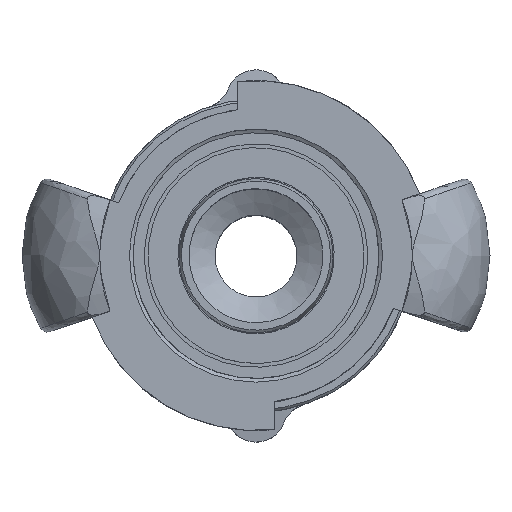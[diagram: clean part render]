
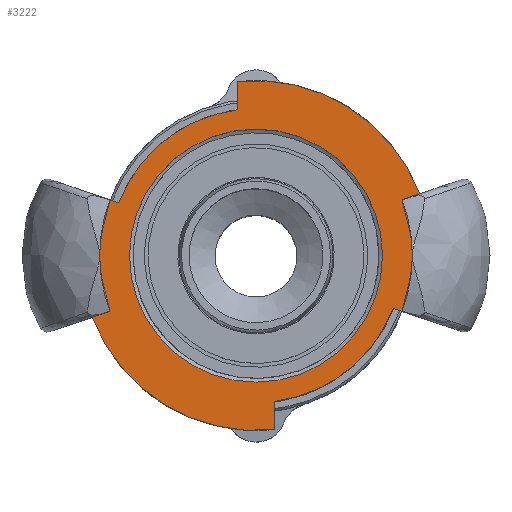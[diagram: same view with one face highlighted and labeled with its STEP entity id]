
A CAD part, top view. The second image highlights one B-rep face of the part: STEP entity #3222.
In plain terms, the highlighted planar face has unit normal (0, 0, 1).
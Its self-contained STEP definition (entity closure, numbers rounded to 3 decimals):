
#234=LINE('',#6004,#377);
#235=LINE('',#6008,#378);
#236=LINE('',#6011,#379);
#237=LINE('',#6013,#380);
#238=LINE('',#6017,#381);
#239=LINE('',#6020,#382);
#377=VECTOR('',#4382,10.);
#378=VECTOR('',#4385,10.);
#379=VECTOR('',#4388,10.);
#380=VECTOR('',#4389,10.);
#381=VECTOR('',#4392,10.);
#382=VECTOR('',#4395,10.);
#533=FACE_BOUND('',#844,.T.);
#649=FACE_OUTER_BOUND('',#843,.T.);
#843=EDGE_LOOP('',(#2601,#2602,#2603,#2604,#2605,#2606,#2607,#2608,#2609,
#2610,#2611,#2612));
#844=EDGE_LOOP('',(#2613,#2614));
#1074=CIRCLE('',#3572,17.);
#1075=CIRCLE('',#3573,17.);
#1086=CIRCLE('',#3588,19.75);
#1089=CIRCLE('',#3592,19.75);
#1092=CIRCLE('',#3597,25.5);
#1093=CIRCLE('',#3598,23.497);
#1094=CIRCLE('',#3599,25.5);
#1095=CIRCLE('',#3600,23.5);
#1356=VERTEX_POINT('',#5545);
#1357=VERTEX_POINT('',#5546);
#1382=VERTEX_POINT('',#5888);
#1383=VERTEX_POINT('',#5890);
#1389=VERTEX_POINT('',#5938);
#1390=VERTEX_POINT('',#5940);
#1397=VERTEX_POINT('',#6003);
#1398=VERTEX_POINT('',#6005);
#1399=VERTEX_POINT('',#6007);
#1400=VERTEX_POINT('',#6009);
#1401=VERTEX_POINT('',#6012);
#1402=VERTEX_POINT('',#6014);
#1403=VERTEX_POINT('',#6016);
#1404=VERTEX_POINT('',#6018);
#1769=EDGE_CURVE('',#1356,#1357,#1074,.T.);
#1770=EDGE_CURVE('',#1357,#1356,#1075,.T.);
#1802=EDGE_CURVE('',#1382,#1383,#1086,.T.);
#1810=EDGE_CURVE('',#1389,#1390,#1089,.T.);
#1818=EDGE_CURVE('',#1397,#1389,#234,.T.);
#1819=EDGE_CURVE('',#1398,#1397,#1092,.T.);
#1820=EDGE_CURVE('',#1399,#1398,#235,.T.);
#1821=EDGE_CURVE('',#1399,#1400,#1093,.T.);
#1822=EDGE_CURVE('',#1400,#1383,#236,.T.);
#1823=EDGE_CURVE('',#1401,#1382,#237,.T.);
#1824=EDGE_CURVE('',#1402,#1401,#1094,.T.);
#1825=EDGE_CURVE('',#1403,#1402,#238,.T.);
#1826=EDGE_CURVE('',#1403,#1404,#1095,.T.);
#1827=EDGE_CURVE('',#1404,#1390,#239,.T.);
#2601=ORIENTED_EDGE('',*,*,#1818,.F.);
#2602=ORIENTED_EDGE('',*,*,#1819,.F.);
#2603=ORIENTED_EDGE('',*,*,#1820,.F.);
#2604=ORIENTED_EDGE('',*,*,#1821,.T.);
#2605=ORIENTED_EDGE('',*,*,#1822,.T.);
#2606=ORIENTED_EDGE('',*,*,#1802,.F.);
#2607=ORIENTED_EDGE('',*,*,#1823,.F.);
#2608=ORIENTED_EDGE('',*,*,#1824,.F.);
#2609=ORIENTED_EDGE('',*,*,#1825,.F.);
#2610=ORIENTED_EDGE('',*,*,#1826,.T.);
#2611=ORIENTED_EDGE('',*,*,#1827,.T.);
#2612=ORIENTED_EDGE('',*,*,#1810,.F.);
#2613=ORIENTED_EDGE('',*,*,#1769,.T.);
#2614=ORIENTED_EDGE('',*,*,#1770,.T.);
#2919=PLANE('',#3596);
#3222=ADVANCED_FACE('',(#649,#533),#2919,.F.);
#3572=AXIS2_PLACEMENT_3D('',#5547,#4323,#4324);
#3573=AXIS2_PLACEMENT_3D('',#5548,#4325,#4326);
#3588=AXIS2_PLACEMENT_3D('',#5891,#4359,#4360);
#3592=AXIS2_PLACEMENT_3D('',#5941,#4370,#4371);
#3596=AXIS2_PLACEMENT_3D('',#6002,#4380,#4381);
#3597=AXIS2_PLACEMENT_3D('',#6006,#4383,#4384);
#3598=AXIS2_PLACEMENT_3D('',#6010,#4386,#4387);
#3599=AXIS2_PLACEMENT_3D('',#6015,#4390,#4391);
#3600=AXIS2_PLACEMENT_3D('',#6019,#4393,#4394);
#4323=DIRECTION('center_axis',(0.,0.,
-1.));
#4324=DIRECTION('ref_axis',(-1.,0.,0.));
#4325=DIRECTION('center_axis',(0.,0.,
-1.));
#4326=DIRECTION('ref_axis',(-1.,0.,0.));
#4359=DIRECTION('center_axis',(0.,0.,
-1.));
#4360=DIRECTION('ref_axis',(1.,0.,0.));
#4370=DIRECTION('center_axis',(0.,0.,
-1.));
#4371=DIRECTION('ref_axis',(1.,0.,0.));
#4380=DIRECTION('center_axis',(0.,0.,
-1.));
#4381=DIRECTION('ref_axis',(1.,0.,0.));
#4382=DIRECTION('',(0.948,-0.319,0.));
#4383=DIRECTION('center_axis',(0.,0.,
-1.));
#4384=DIRECTION('ref_axis',(0.,1.,0.));
#4385=DIRECTION('',(-0.948,-0.319,0.));
#4386=DIRECTION('center_axis',(0.,0.,
1.));
#4387=DIRECTION('ref_axis',(-0.936,-0.353,0.));
#4388=DIRECTION('',(0.,1.,0.));
#4389=DIRECTION('',(-0.948,0.319,0.));
#4390=DIRECTION('center_axis',(0.,0.,
-1.));
#4391=DIRECTION('ref_axis',(0.,1.,0.));
#4392=DIRECTION('',(0.948,0.319,0.));
#4393=DIRECTION('center_axis',(0.,0.,
1.));
#4394=DIRECTION('ref_axis',(0.936,0.353,0.));
#4395=DIRECTION('',(0.,-1.,0.));
#5545=CARTESIAN_POINT('',(-17.,0.,1.162));
#5546=CARTESIAN_POINT('',(17.,0.,1.162));
#5547=CARTESIAN_POINT('Origin',(0.,0.,
1.162));
#5548=CARTESIAN_POINT('Origin',(0.,0.,
1.162));
#5888=CARTESIAN_POINT('',(18.429,-7.101,1.162));
#5890=CARTESIAN_POINT('',(2.5,-19.591,1.162));
#5891=CARTESIAN_POINT('Origin',(0.,0.,
1.162));
#5938=CARTESIAN_POINT('',(-18.429,7.101,1.162));
#5940=CARTESIAN_POINT('',(-2.5,19.591,1.162));
#5941=CARTESIAN_POINT('Origin',(0.,0.,
1.162));
#6002=CARTESIAN_POINT('Origin',(0.,12.75,1.162));
#6003=CARTESIAN_POINT('',(-23.883,8.937,1.162));
#6004=CARTESIAN_POINT('',(-16.054,6.301,1.162));
#6005=CARTESIAN_POINT('',(-23.883,-8.937,1.162));
#6006=CARTESIAN_POINT('Origin',(0.,0.,
1.162));
#6007=CARTESIAN_POINT('',(-21.984,-8.298,1.162));
#6008=CARTESIAN_POINT('',(-7.151,-3.302,1.162));
#6009=CARTESIAN_POINT('',(2.5,-23.364,1.162));
#6010=CARTESIAN_POINT('Origin',(0.,0.,
1.162));
#6011=CARTESIAN_POINT('',(2.5,0.,1.162));
#6012=CARTESIAN_POINT('',(23.883,-8.937,1.162));
#6013=CARTESIAN_POINT('',(12.197,-5.002,1.162));
#6014=CARTESIAN_POINT('',(23.883,8.937,1.162));
#6015=CARTESIAN_POINT('Origin',(0.,0.,
1.162));
#6016=CARTESIAN_POINT('',(21.986,8.299,1.162));
#6017=CARTESIAN_POINT('',(11.008,4.601,1.162));
#6018=CARTESIAN_POINT('',(-2.5,23.367,1.162));
#6019=CARTESIAN_POINT('Origin',(0.,0.,
1.162));
#6020=CARTESIAN_POINT('',(-2.5,0.,1.162));
